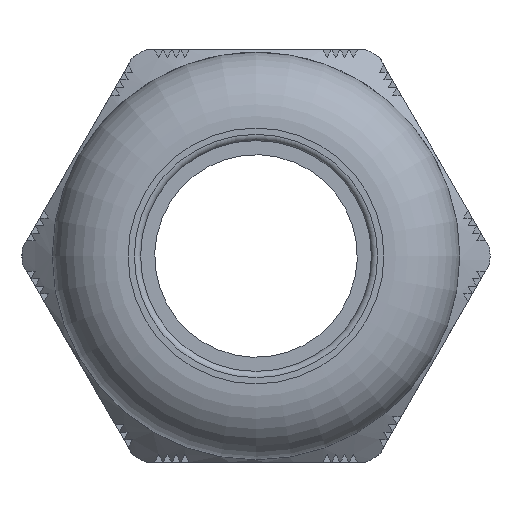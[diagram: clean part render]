
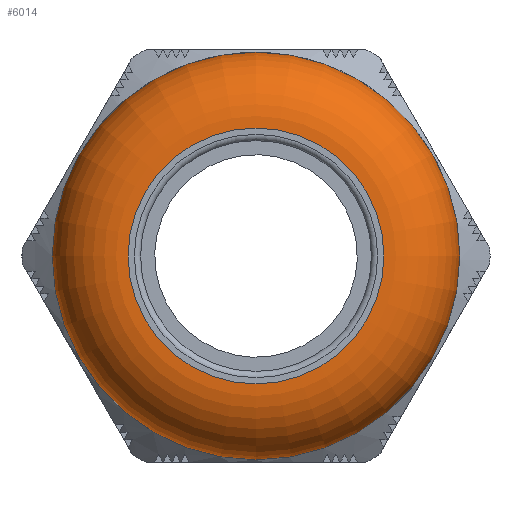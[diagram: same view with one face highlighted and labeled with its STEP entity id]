
A CAD part, left-side view. The second image highlights one B-rep face of the part: STEP entity #6014.
In plain terms, the highlighted toroidal (fillet/blend) face has major radius 10.475 mm and minor radius 5.815 mm.
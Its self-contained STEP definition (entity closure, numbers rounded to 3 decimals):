
#1500=FACE_BOUND('',#2018,.T.);
#1674=FACE_OUTER_BOUND('',#2017,.T.);
#2017=EDGE_LOOP('',(#4856));
#2018=EDGE_LOOP('',(#4857));
#2235=CIRCLE('',#6260,10.23);
#2275=CIRCLE('',#6436,16.29);
#2491=VERTEX_POINT('',#9862);
#2755=VERTEX_POINT('',#11285);
#3117=EDGE_CURVE('',#2491,#2491,#2235,.T.);
#3513=EDGE_CURVE('',#2755,#2755,#2275,.T.);
#4856=ORIENTED_EDGE('',*,*,#3513,.F.);
#4857=ORIENTED_EDGE('',*,*,#3117,.T.);
#5842=TOROIDAL_SURFACE('',#6435,10.475,5.815);
#6014=ADVANCED_FACE('',(#1674,#1500),#5842,.T.);
#6260=AXIS2_PLACEMENT_3D('',#9863,#6848,#6849);
#6435=AXIS2_PLACEMENT_3D('',#11284,#7440,#7441);
#6436=AXIS2_PLACEMENT_3D('',#11286,#7442,#7443);
#6848=DIRECTION('center_axis',(1.,0.,0.));
#6849=DIRECTION('ref_axis',(0.,0.,-1.));
#7440=DIRECTION('center_axis',(1.,0.,0.));
#7441=DIRECTION('ref_axis',(0.,0.,-1.));
#7442=DIRECTION('center_axis',(1.,0.,0.));
#7443=DIRECTION('ref_axis',(0.,0.,-1.));
#9862=CARTESIAN_POINT('',(-22.61,10.23,0.));
#9863=CARTESIAN_POINT('Origin',(-22.61,0.,0.));
#11284=CARTESIAN_POINT('Origin',(-16.8,0.,0.));
#11285=CARTESIAN_POINT('',(-16.8,16.29,0.));
#11286=CARTESIAN_POINT('Origin',(-16.8,0.,0.));
